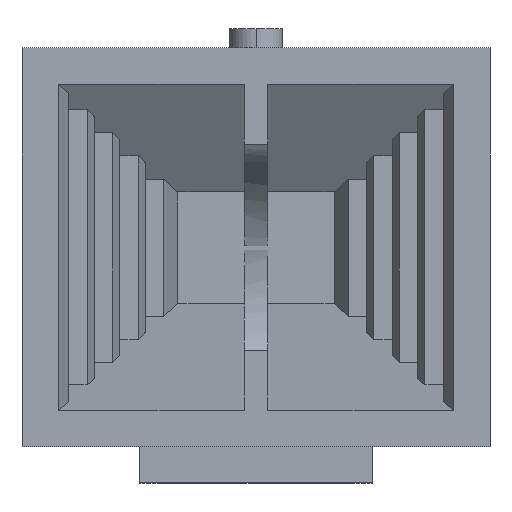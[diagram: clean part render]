
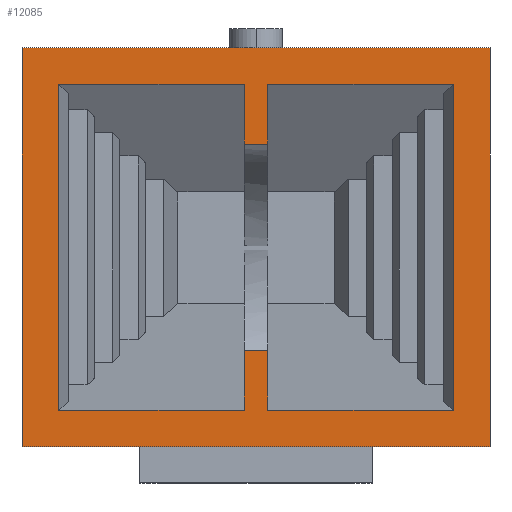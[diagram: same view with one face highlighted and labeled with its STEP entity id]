
A CAD part, top view. The second image highlights one B-rep face of the part: STEP entity #12085.
In plain terms, the highlighted planar face has unit normal (0, 0, 1).
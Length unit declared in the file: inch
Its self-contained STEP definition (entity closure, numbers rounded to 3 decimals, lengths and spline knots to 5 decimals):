
#167 = DIRECTION ( 'NONE',  ( 1., 0., 0. ) ) ;
#756 = EDGE_LOOP ( 'NONE', ( #16191, #15376, #15867, #18634 ) ) ;
#855 = LINE ( 'NONE', #5504, #6944 ) ;
#876 = DIRECTION ( 'NONE',  ( 1., 0., 0. ) ) ;
#1133 = CARTESIAN_POINT ( 'NONE',  ( 0.78849, 0., 1.50394 ) ) ;
#1679 = DIRECTION ( 'NONE',  ( 0., 1., 0. ) ) ;
#1943 = VERTEX_POINT ( 'NONE', #8569 ) ;
#2031 = CARTESIAN_POINT ( 'NONE',  ( -0.03937, -0.54939, 1.50394 ) ) ;
#2178 = ORIENTED_EDGE ( 'NONE', *, *, #4611, .F. ) ;
#2270 = ORIENTED_EDGE ( 'NONE', *, *, #3610, .F. ) ;
#2558 = VERTEX_POINT ( 'NONE', #7952 ) ;
#2582 = EDGE_CURVE ( 'NONE', #9204, #14520, #10933, .T. ) ;
#2617 = CARTESIAN_POINT ( 'NONE',  ( 0.03937, 0.54939, 1.50394 ) ) ;
#2689 = DIRECTION ( 'NONE',  ( -1., 0., 0. ) ) ;
#2707 = CARTESIAN_POINT ( 'NONE',  ( 0., 0.67181, 1.50394 ) ) ;
#2730 = CARTESIAN_POINT ( 'NONE',  ( -0.66505, 0.54939, 1.50394 ) ) ;
#2857 = EDGE_CURVE ( 'NONE', #15401, #4454, #4327, .T. ) ;
#2999 = LINE ( 'NONE', #7454, #10403 ) ;
#3398 = ORIENTED_EDGE ( 'NONE', *, *, #9898, .F. ) ;
#3610 = EDGE_CURVE ( 'NONE', #1943, #10554, #17041, .T. ) ;
#3618 = CARTESIAN_POINT ( 'NONE',  ( 0.03937, -0.54939, 1.50394 ) ) ;
#3697 = LINE ( 'NONE', #16394, #4659 ) ;
#3752 = DIRECTION ( 'NONE',  ( 0., 1., 0. ) ) ;
#3811 = VECTOR ( 'NONE', #15862, 39.37008 ) ;
#3820 = CARTESIAN_POINT ( 'NONE',  ( 0., -0.54939, 1.50394 ) ) ;
#3910 = EDGE_CURVE ( 'NONE', #4454, #6332, #11179, .T. ) ;
#3958 = DIRECTION ( 'NONE',  ( 1., 0., 0. ) ) ;
#4120 = ORIENTED_EDGE ( 'NONE', *, *, #15488, .F. ) ;
#4265 = VECTOR ( 'NONE', #15020, 39.37008 ) ;
#4324 = AXIS2_PLACEMENT_3D ( 'NONE', #7543, #6738, #876 ) ;
#4327 = LINE ( 'NONE', #1133, #10899 ) ;
#4454 = VERTEX_POINT ( 'NONE', #12098 ) ;
#4500 = DIRECTION ( 'NONE',  ( 0., -1., 0. ) ) ;
#4611 = EDGE_CURVE ( 'NONE', #12575, #6240, #12057, .T. ) ;
#4659 = VECTOR ( 'NONE', #12290, 39.37008 ) ;
#4962 = LINE ( 'NONE', #5636, #11515 ) ;
#5113 = LINE ( 'NONE', #13619, #11673 ) ;
#5486 = VECTOR ( 'NONE', #18849, 39.37008 ) ;
#5504 = CARTESIAN_POINT ( 'NONE',  ( 0.66505, 0., 1.50394 ) ) ;
#5636 = CARTESIAN_POINT ( 'NONE',  ( 0., 0.54939, 1.50394 ) ) ;
#5670 = VERTEX_POINT ( 'NONE', #2730 ) ;
#5803 = ORIENTED_EDGE ( 'NONE', *, *, #7784, .F. ) ;
#5824 = CARTESIAN_POINT ( 'NONE',  ( -0.78849, 0.67181, 1.50394 ) ) ;
#6114 = ORIENTED_EDGE ( 'NONE', *, *, #7044, .F. ) ;
#6140 = PLANE ( 'NONE',  #4324 ) ;
#6240 = VERTEX_POINT ( 'NONE', #7500 ) ;
#6332 = VERTEX_POINT ( 'NONE', #9577 ) ;
#6350 = DIRECTION ( 'NONE',  ( -1., 0., 0. ) ) ;
#6580 = DIRECTION ( 'NONE',  ( 0., 1., 0. ) ) ;
#6654 = CARTESIAN_POINT ( 'NONE',  ( 0., -0.54939, 1.50394 ) ) ;
#6738 = DIRECTION ( 'NONE',  ( 0., 0., 1. ) ) ;
#6923 = EDGE_CURVE ( 'NONE', #15560, #13621, #2999, .T. ) ;
#6944 = VECTOR ( 'NONE', #1679, 39.37008 ) ;
#7044 = EDGE_CURVE ( 'NONE', #14520, #15560, #10504, .T. ) ;
#7224 = CARTESIAN_POINT ( 'NONE',  ( 0.03937, 0.34746, 1.50394 ) ) ;
#7370 = VECTOR ( 'NONE', #6580, 39.37008 ) ;
#7397 = EDGE_CURVE ( 'NONE', #11669, #15401, #17532, .T. ) ;
#7454 = CARTESIAN_POINT ( 'NONE',  ( -0.03937, 0.33511, 1.50394 ) ) ;
#7500 = CARTESIAN_POINT ( 'NONE',  ( 0.03937, -0.34746, 1.50394 ) ) ;
#7543 = CARTESIAN_POINT ( 'NONE',  ( 0., 0., 1.50394 ) ) ;
#7784 = EDGE_CURVE ( 'NONE', #12798, #9204, #4962, .T. ) ;
#7935 = EDGE_CURVE ( 'NONE', #6332, #11669, #3697, .T. ) ;
#7952 = CARTESIAN_POINT ( 'NONE',  ( 0.66505, -0.54939, 1.50394 ) ) ;
#8251 = ORIENTED_EDGE ( 'NONE', *, *, #2582, .F. ) ;
#8301 = VERTEX_POINT ( 'NONE', #10379 ) ;
#8569 = CARTESIAN_POINT ( 'NONE',  ( -0.66505, -0.54939, 1.50394 ) ) ;
#8576 = CARTESIAN_POINT ( 'NONE',  ( -0.03937, -0.54939, 1.50394 ) ) ;
#8676 = CARTESIAN_POINT ( 'NONE',  ( -0.03937, -0.34746, 1.50394 ) ) ;
#9204 = VERTEX_POINT ( 'NONE', #2617 ) ;
#9206 = VECTOR ( 'NONE', #4500, 39.37008 ) ;
#9325 = CARTESIAN_POINT ( 'NONE',  ( 0., -0.67181, 1.50394 ) ) ;
#9373 = ORIENTED_EDGE ( 'NONE', *, *, #17699, .F. ) ;
#9407 = LINE ( 'NONE', #13479, #9206 ) ;
#9415 = FACE_OUTER_BOUND ( 'NONE', #756, .T. ) ;
#9577 = CARTESIAN_POINT ( 'NONE',  ( -0.78849, -0.67181, 1.50394 ) ) ;
#9646 = ORIENTED_EDGE ( 'NONE', *, *, #16874, .F. ) ;
#9898 = EDGE_CURVE ( 'NONE', #10554, #12575, #17613, .T. ) ;
#10379 = CARTESIAN_POINT ( 'NONE',  ( 0.03937, -0.54939, 1.50394 ) ) ;
#10403 = VECTOR ( 'NONE', #15579, 39.37008 ) ;
#10504 = LINE ( 'NONE', #14311, #3811 ) ;
#10554 = VERTEX_POINT ( 'NONE', #8576 ) ;
#10899 = VECTOR ( 'NONE', #18035, 39.37008 ) ;
#10933 = LINE ( 'NONE', #11058, #4265 ) ;
#11058 = CARTESIAN_POINT ( 'NONE',  ( 0.03937, 0.54939, 1.50394 ) ) ;
#11179 = LINE ( 'NONE', #9325, #17733 ) ;
#11411 = DIRECTION ( 'NONE',  ( -1., 0., 0. ) ) ;
#11515 = VECTOR ( 'NONE', #11411, 39.37008 ) ;
#11669 = VERTEX_POINT ( 'NONE', #5824 ) ;
#11673 = VECTOR ( 'NONE', #6350, 39.37008 ) ;
#11960 = ORIENTED_EDGE ( 'NONE', *, *, #6923, .F. ) ;
#12057 = LINE ( 'NONE', #19099, #18600 ) ;
#12085 = ADVANCED_FACE ( 'NONE', ( #16136, #9415 ), #6140, .T. ) ;
#12098 = CARTESIAN_POINT ( 'NONE',  ( 0.78849, -0.67181, 1.50394 ) ) ;
#12290 = DIRECTION ( 'NONE',  ( 0., 1., 0. ) ) ;
#12330 = LINE ( 'NONE', #3618, #7370 ) ;
#12575 = VERTEX_POINT ( 'NONE', #8676 ) ;
#12727 = CARTESIAN_POINT ( 'NONE',  ( 0.78849, 0.67181, 1.50394 ) ) ;
#12798 = VERTEX_POINT ( 'NONE', #14159 ) ;
#12876 = DIRECTION ( 'NONE',  ( 1., 0., 0. ) ) ;
#13479 = CARTESIAN_POINT ( 'NONE',  ( -0.66505, 0., 1.50394 ) ) ;
#13619 = CARTESIAN_POINT ( 'NONE',  ( 0., 0.54939, 1.50394 ) ) ;
#13621 = VERTEX_POINT ( 'NONE', #17980 ) ;
#14159 = CARTESIAN_POINT ( 'NONE',  ( 0.66505, 0.54939, 1.50394 ) ) ;
#14311 = CARTESIAN_POINT ( 'NONE',  ( 0., 0.34746, 1.50394 ) ) ;
#14335 = EDGE_CURVE ( 'NONE', #13621, #5670, #5113, .T. ) ;
#14520 = VERTEX_POINT ( 'NONE', #7224 ) ;
#15020 = DIRECTION ( 'NONE',  ( 0., -1., 0. ) ) ;
#15376 = ORIENTED_EDGE ( 'NONE', *, *, #3910, .F. ) ;
#15401 = VERTEX_POINT ( 'NONE', #12727 ) ;
#15488 = EDGE_CURVE ( 'NONE', #2558, #12798, #855, .T. ) ;
#15560 = VERTEX_POINT ( 'NONE', #16488 ) ;
#15579 = DIRECTION ( 'NONE',  ( 0., 1., 0. ) ) ;
#15862 = DIRECTION ( 'NONE',  ( -1., 0., 0. ) ) ;
#15867 = ORIENTED_EDGE ( 'NONE', *, *, #2857, .F. ) ;
#16136 = FACE_BOUND ( 'NONE', #17500, .T. ) ;
#16191 = ORIENTED_EDGE ( 'NONE', *, *, #7935, .F. ) ;
#16394 = CARTESIAN_POINT ( 'NONE',  ( -0.78849, 0., 1.50394 ) ) ;
#16488 = CARTESIAN_POINT ( 'NONE',  ( -0.03937, 0.34746, 1.50394 ) ) ;
#16874 = EDGE_CURVE ( 'NONE', #5670, #1943, #9407, .T. ) ;
#17041 = LINE ( 'NONE', #3820, #17156 ) ;
#17156 = VECTOR ( 'NONE', #12876, 39.37008 ) ;
#17311 = VECTOR ( 'NONE', #167, 39.37008 ) ;
#17500 = EDGE_LOOP ( 'NONE', ( #18342, #11960, #6114, #8251, #5803, #4120, #9373, #18417, #2178, #3398, #2270, #9646 ) ) ;
#17532 = LINE ( 'NONE', #2707, #17311 ) ;
#17613 = LINE ( 'NONE', #2031, #17793 ) ;
#17699 = EDGE_CURVE ( 'NONE', #8301, #2558, #18556, .T. ) ;
#17733 = VECTOR ( 'NONE', #2689, 39.37008 ) ;
#17793 = VECTOR ( 'NONE', #3752, 39.37008 ) ;
#17980 = CARTESIAN_POINT ( 'NONE',  ( -0.03937, 0.54939, 1.50394 ) ) ;
#18035 = DIRECTION ( 'NONE',  ( 0., -1., 0. ) ) ;
#18342 = ORIENTED_EDGE ( 'NONE', *, *, #14335, .F. ) ;
#18417 = ORIENTED_EDGE ( 'NONE', *, *, #19149, .T. ) ;
#18556 = LINE ( 'NONE', #6654, #5486 ) ;
#18600 = VECTOR ( 'NONE', #3958, 39.37008 ) ;
#18634 = ORIENTED_EDGE ( 'NONE', *, *, #7397, .F. ) ;
#18849 = DIRECTION ( 'NONE',  ( 1., 0., 0. ) ) ;
#19099 = CARTESIAN_POINT ( 'NONE',  ( 0., -0.34746, 1.50394 ) ) ;
#19149 = EDGE_CURVE ( 'NONE', #8301, #6240, #12330, .T. ) ;
